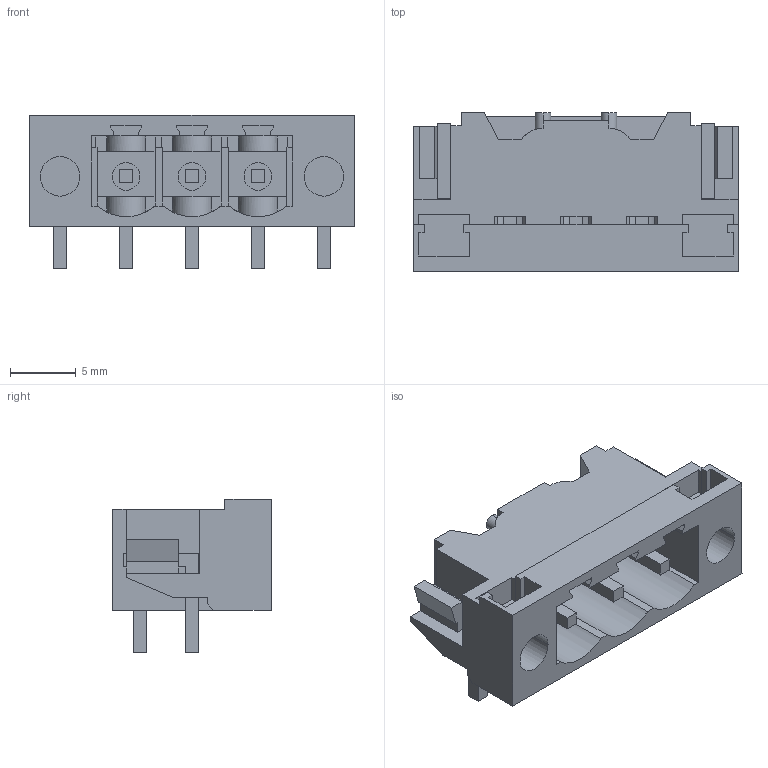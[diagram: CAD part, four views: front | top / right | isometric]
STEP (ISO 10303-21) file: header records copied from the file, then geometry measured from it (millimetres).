
FILE_DESCRIPTION(('CATIA V5 STEP Exchange','CAx-IF Rec.Pracs.--- Model Styling and Organization---1.2---2011-12-15'),'2;1');
FILE_NAME ('7601266_2_1840360000_1840360000.stp','2018-03-08T09:39:32+00:00',('none'),('Weidmueller'),'CATIA Version 5-6 Release 2014','CATIA V5 STEP AP214','none');
FILE_SCHEMA(('AUTOMOTIVE_DESIGN { 1 0 10303 214 1 1 1 1 }'));
Length unit declared in the file: millimetre
Products named in the file (1): 1840360000
Bounding box: 24.6 x 12 x 11.63 mm (x, y, z)
Volume: 1095.3 mm3; surface area: 2224.1 mm2
Topology: 6 solids, 6 shells, 284 faces, 848 edges, 571 vertices
Faces by surface type: plane 250, cylinder 34
Entity records: 9151 total; most frequent: CARTESIAN_POINT 1746, ORIENTED_EDGE 1696, DIRECTION 1259, EDGE_CURVE 848, VECTOR 751, LINE 751, VERTEX_POINT 571, AXIS2_PLACEMENT_3D 295
